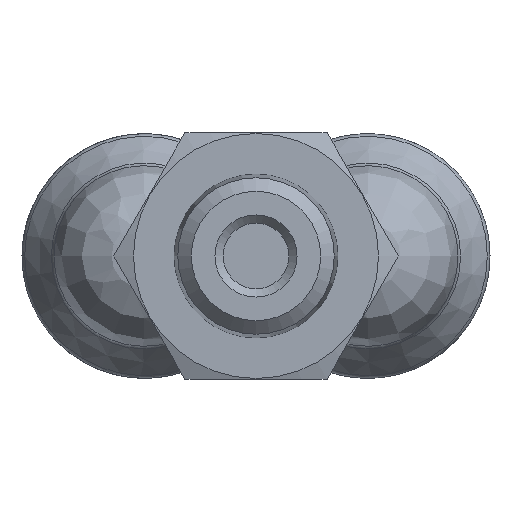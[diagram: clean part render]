
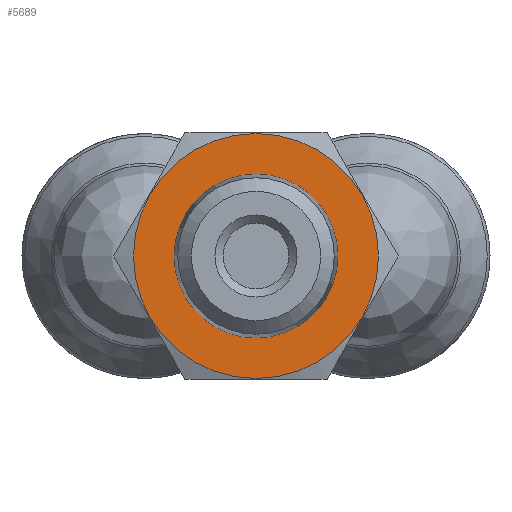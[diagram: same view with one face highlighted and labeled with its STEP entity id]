
A CAD part, front view. The second image highlights one B-rep face of the part: STEP entity #5689.
In plain terms, the highlighted face is planar.
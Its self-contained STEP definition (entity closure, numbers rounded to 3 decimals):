
#5415=CARTESIAN_POINT('',(-19.6,7.46,0.0));
#5416=VERTEX_POINT('',#5415);
#5417=CARTESIAN_POINT('',(-19.6,0.,0.0));
#5418=DIRECTION('',(-1.0,0.0,0.0));
#5419=DIRECTION('',(0.0,1.0,0.0));
#5420=AXIS2_PLACEMENT_3D('',#5417,#5418,#5419);
#5421=CIRCLE('',#5420,7.46);
#5422=EDGE_CURVE('',#5416,#5416,#5421,.T.);
#5634=CARTESIAN_POINT('',(-19.6,4.99,0.0));
#5635=VERTEX_POINT('',#5634);
#5636=CARTESIAN_POINT('',(-19.6,0.,0.0));
#5637=DIRECTION('',(1.0,0.0,0.0));
#5638=DIRECTION('',(0.0,1.0,0.0));
#5639=AXIS2_PLACEMENT_3D('',#5636,#5637,#5638);
#5640=CIRCLE('',#5639,4.99);
#5641=EDGE_CURVE('',#5635,#5635,#5640,.T.);
#5678=CARTESIAN_POINT('',(-19.6,6.245,0.0));
#5679=DIRECTION('',(-1.0,0.0,0.0));
#5680=DIRECTION('',(0.0,0.0,1.0));
#5681=AXIS2_PLACEMENT_3D('',#5678,#5679,#5680);
#5682=PLANE('',#5681);
#5683=ORIENTED_EDGE('',*,*,#5422,.T.);
#5684=EDGE_LOOP('',(#5683));
#5685=FACE_OUTER_BOUND('',#5684,.T.);
#5686=ORIENTED_EDGE('',*,*,#5641,.T.);
#5687=EDGE_LOOP('',(#5686));
#5688=FACE_BOUND('',#5687,.T.);
#5689=ADVANCED_FACE('',(#5685,#5688),#5682,.T.);
